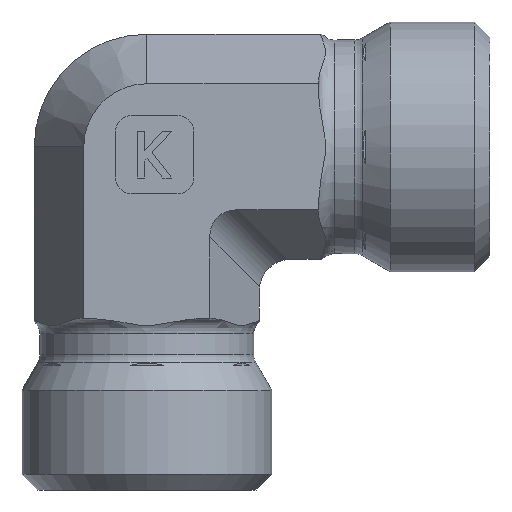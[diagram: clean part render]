
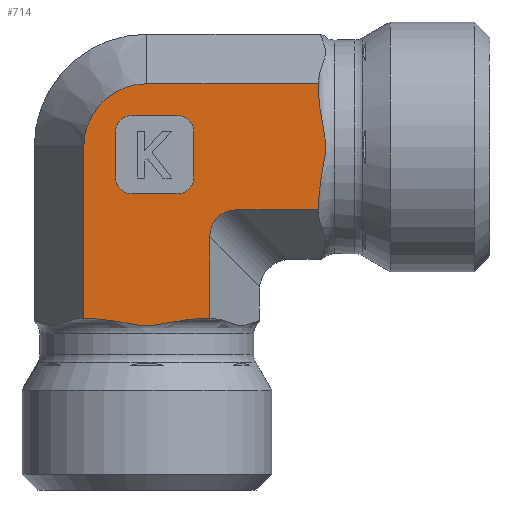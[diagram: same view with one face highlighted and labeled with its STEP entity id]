
A CAD part, left-side view. The second image highlights one B-rep face of the part: STEP entity #714.
In plain terms, the highlighted planar face has unit normal (-1, 0, 0).
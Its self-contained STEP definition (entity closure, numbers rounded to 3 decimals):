
#73=CARTESIAN_POINT('',(-26.485,13.097,3.));
#74=VERTEX_POINT('',#73);
#75=CARTESIAN_POINT('',(-26.485,5.991,3.));
#76=VERTEX_POINT('',#75);
#77=CARTESIAN_POINT('',(-26.485,13.097,3.));
#78=CARTESIAN_POINT('',(-26.485,12.698,3.));
#79=CARTESIAN_POINT('',(-26.485,12.222,2.942));
#80=CARTESIAN_POINT('',(-26.485,11.113,2.75));
#81=CARTESIAN_POINT('',(-26.485,10.27,2.527));
#82=CARTESIAN_POINT('',(-26.485,8.817,2.527));
#83=CARTESIAN_POINT('',(-26.485,7.975,2.75));
#84=CARTESIAN_POINT('',(-26.485,6.865,2.942));
#85=CARTESIAN_POINT('',(-26.485,6.39,3.));
#86=CARTESIAN_POINT('',(-26.485,5.991,3.));
#87=B_SPLINE_CURVE_WITH_KNOTS('',3,(#77,#78,#79,#80,#81,#82,#83,#84,#85,#86),.UNSPECIFIED.,.F.,.U.,(4,2,2,2,4),(0.777,0.897,1.115,1.333,1.452),.UNSPECIFIED.);
#88=EDGE_CURVE('',#74,#76,#87,.T.);
#541=CARTESIAN_POINT('',(-26.485,5.502,0.0));
#542=DIRECTION('',(-1.0,0.0,0.0));
#543=DIRECTION('',(0.0,0.0,1.0));
#544=AXIS2_PLACEMENT_3D('',#541,#542,#543);
#545=PLANE('',#544);
#546=CARTESIAN_POINT('',(-26.485,13.585,3.0));
#547=VERTEX_POINT('',#546);
#548=CARTESIAN_POINT('',(-26.485,13.585,3.));
#549=DIRECTION('',(0.0,-1.0,0.0));
#550=VECTOR('',#549,0.489);
#551=LINE('',#548,#550);
#552=EDGE_CURVE('',#547,#74,#551,.T.);
#553=ORIENTED_EDGE('',*,*,#552,.T.);
#554=ORIENTED_EDGE('',*,*,#88,.T.);
#555=CARTESIAN_POINT('',(-26.485,5.502,3.0));
#556=VERTEX_POINT('',#555);
#557=CARTESIAN_POINT('',(-26.485,5.991,3.));
#558=DIRECTION('',(0.0,-1.0,0.0));
#559=VECTOR('',#558,0.489);
#560=LINE('',#557,#559);
#561=EDGE_CURVE('',#76,#556,#560,.T.);
#562=ORIENTED_EDGE('',*,*,#561,.T.);
#563=CARTESIAN_POINT('',(-26.485,5.502,8.226));
#564=VERTEX_POINT('',#563);
#565=CARTESIAN_POINT('',(-26.485,5.502,3.0));
#566=DIRECTION('',(0.0,0.0,1.0));
#567=VECTOR('',#566,5.226);
#568=LINE('',#565,#567);
#569=EDGE_CURVE('',#556,#564,#568,.T.);
#570=ORIENTED_EDGE('',*,*,#569,.T.);
#571=CARTESIAN_POINT('',(-26.485,3.77,9.959));
#572=VERTEX_POINT('',#571);
#573=CARTESIAN_POINT('',(-26.485,3.193,7.649));
#574=DIRECTION('',(-1.0,0.0,0.0));
#575=DIRECTION('',(0.0,0.707,0.707));
#576=AXIS2_PLACEMENT_3D('',#573,#574,#575);
#577=ELLIPSE('',#576,2.582,2.0);
#578=EDGE_CURVE('',#572,#564,#577,.T.);
#579=ORIENTED_EDGE('',*,*,#578,.F.);
#580=CARTESIAN_POINT('',(-26.485,-1.456,9.959));
#581=VERTEX_POINT('',#580);
#582=CARTESIAN_POINT('',(-26.485,3.77,9.959));
#583=DIRECTION('',(0.0,-1.0,0.0));
#584=VECTOR('',#583,5.226);
#585=LINE('',#582,#584);
#586=EDGE_CURVE('',#572,#581,#585,.T.);
#587=ORIENTED_EDGE('',*,*,#586,.T.);
#588=CARTESIAN_POINT('',(-26.485,-1.456,10.447));
#589=VERTEX_POINT('',#588);
#590=CARTESIAN_POINT('',(-26.485,-1.456,9.959));
#591=DIRECTION('',(0.0,0.0,1.0));
#592=VECTOR('',#591,0.489);
#593=LINE('',#590,#592);
#594=EDGE_CURVE('',#581,#589,#593,.T.);
#595=ORIENTED_EDGE('',*,*,#594,.T.);
#596=CARTESIAN_POINT('',(-26.485,-1.456,17.553));
#597=VERTEX_POINT('',#596);
#598=CARTESIAN_POINT('',(-26.485,-1.456,10.447));
#599=CARTESIAN_POINT('',(-26.485,-1.456,10.846));
#600=CARTESIAN_POINT('',(-26.485,-1.514,11.322));
#601=CARTESIAN_POINT('',(-26.485,-1.706,12.431));
#602=CARTESIAN_POINT('',(-26.485,-1.929,13.273));
#603=CARTESIAN_POINT('',(-26.485,-1.929,14.727));
#604=CARTESIAN_POINT('',(-26.485,-1.706,15.569));
#605=CARTESIAN_POINT('',(-26.485,-1.514,16.678));
#606=CARTESIAN_POINT('',(-26.485,-1.456,17.154));
#607=CARTESIAN_POINT('',(-26.485,-1.456,17.553));
#608=B_SPLINE_CURVE_WITH_KNOTS('',3,(#598,#599,#600,#601,#602,#603,#604,#605,#606,#607),.UNSPECIFIED.,.F.,.U.,(4,2,2,2,4),(0.775,0.894,1.112,1.33,1.45),.UNSPECIFIED.);
#609=EDGE_CURVE('',#589,#597,#608,.T.);
#610=ORIENTED_EDGE('',*,*,#609,.T.);
#611=CARTESIAN_POINT('',(-26.485,-1.456,18.041));
#612=VERTEX_POINT('',#611);
#613=CARTESIAN_POINT('',(-26.485,-1.456,17.553));
#614=DIRECTION('',(0.0,0.0,1.0));
#615=VECTOR('',#614,0.489);
#616=LINE('',#613,#615);
#617=EDGE_CURVE('',#597,#612,#616,.T.);
#618=ORIENTED_EDGE('',*,*,#617,.T.);
#619=CARTESIAN_POINT('',(-26.485,9.544,18.041));
#620=VERTEX_POINT('',#619);
#621=CARTESIAN_POINT('',(-26.485,9.544,18.041));
#622=DIRECTION('',(0.0,-1.0,0.0));
#623=VECTOR('',#622,11.0);
#624=LINE('',#621,#623);
#625=EDGE_CURVE('',#620,#612,#624,.T.);
#626=ORIENTED_EDGE('',*,*,#625,.F.);
#627=CARTESIAN_POINT('',(-26.485,13.585,14.));
#628=VERTEX_POINT('',#627);
#629=CARTESIAN_POINT('',(-26.485,9.544,14.));
#630=DIRECTION('',(-1.0,0.0,0.0));
#631=DIRECTION('',(0.0,0.0,1.0));
#632=AXIS2_PLACEMENT_3D('',#629,#630,#631);
#633=CIRCLE('',#632,4.041);
#634=EDGE_CURVE('',#620,#628,#633,.T.);
#635=ORIENTED_EDGE('',*,*,#634,.T.);
#636=CARTESIAN_POINT('',(-26.485,13.585,3.0));
#637=DIRECTION('',(0.0,0.0,1.0));
#638=VECTOR('',#637,11.);
#639=LINE('',#636,#638);
#640=EDGE_CURVE('',#547,#628,#639,.T.);
#641=ORIENTED_EDGE('',*,*,#640,.F.);
#642=EDGE_LOOP('',(#553,#554,#562,#570,#579,#587,#595,#610,#618,#626,#635,#641));
#643=FACE_OUTER_BOUND('',#642,.T.);
#644=CARTESIAN_POINT('',(-26.485,7.544,11.));
#645=VERTEX_POINT('',#644);
#646=CARTESIAN_POINT('',(-26.485,10.544,11.));
#647=VERTEX_POINT('',#646);
#648=CARTESIAN_POINT('',(-26.485,7.544,11.));
#649=DIRECTION('',(0.0,1.0,0.0));
#650=VECTOR('',#649,3.);
#651=LINE('',#648,#650);
#652=EDGE_CURVE('',#645,#647,#651,.T.);
#653=ORIENTED_EDGE('',*,*,#652,.T.);
#654=CARTESIAN_POINT('',(-26.485,11.544,12.));
#655=VERTEX_POINT('',#654);
#656=CARTESIAN_POINT('',(-26.485,10.544,12.));
#657=DIRECTION('',(-1.0,0.0,0.0));
#658=DIRECTION('',(0.0,0.707,-0.707));
#659=AXIS2_PLACEMENT_3D('',#656,#657,#658);
#660=CIRCLE('',#659,1.0);
#661=EDGE_CURVE('',#655,#647,#660,.T.);
#662=ORIENTED_EDGE('',*,*,#661,.F.);
#663=CARTESIAN_POINT('',(-26.485,11.544,15.));
#664=VERTEX_POINT('',#663);
#665=CARTESIAN_POINT('',(-26.485,11.544,12.));
#666=DIRECTION('',(0.0,0.0,1.0));
#667=VECTOR('',#666,3.0);
#668=LINE('',#665,#667);
#669=EDGE_CURVE('',#655,#664,#668,.T.);
#670=ORIENTED_EDGE('',*,*,#669,.T.);
#671=CARTESIAN_POINT('',(-26.485,10.544,16.));
#672=VERTEX_POINT('',#671);
#673=CARTESIAN_POINT('',(-26.485,10.544,15.));
#674=DIRECTION('',(-1.0,0.0,0.0));
#675=DIRECTION('',(0.0,0.707,0.707));
#676=AXIS2_PLACEMENT_3D('',#673,#674,#675);
#677=CIRCLE('',#676,1.0);
#678=EDGE_CURVE('',#672,#664,#677,.T.);
#679=ORIENTED_EDGE('',*,*,#678,.F.);
#680=CARTESIAN_POINT('',(-26.485,7.544,16.));
#681=VERTEX_POINT('',#680);
#682=CARTESIAN_POINT('',(-26.485,10.544,16.));
#683=DIRECTION('',(0.0,-1.0,0.0));
#684=VECTOR('',#683,3.0);
#685=LINE('',#682,#684);
#686=EDGE_CURVE('',#672,#681,#685,.T.);
#687=ORIENTED_EDGE('',*,*,#686,.T.);
#688=CARTESIAN_POINT('',(-26.485,6.544,15.));
#689=VERTEX_POINT('',#688);
#690=CARTESIAN_POINT('',(-26.485,7.544,15.));
#691=DIRECTION('',(-1.0,0.0,0.0));
#692=DIRECTION('',(0.0,-0.707,0.707));
#693=AXIS2_PLACEMENT_3D('',#690,#691,#692);
#694=CIRCLE('',#693,1.0);
#695=EDGE_CURVE('',#689,#681,#694,.T.);
#696=ORIENTED_EDGE('',*,*,#695,.F.);
#697=CARTESIAN_POINT('',(-26.485,6.544,12.));
#698=VERTEX_POINT('',#697);
#699=CARTESIAN_POINT('',(-26.485,6.544,15.));
#700=DIRECTION('',(0.0,0.0,-1.0));
#701=VECTOR('',#700,3.0);
#702=LINE('',#699,#701);
#703=EDGE_CURVE('',#689,#698,#702,.T.);
#704=ORIENTED_EDGE('',*,*,#703,.T.);
#705=CARTESIAN_POINT('',(-26.485,7.544,12.));
#706=DIRECTION('',(-1.0,0.0,0.0));
#707=DIRECTION('',(0.0,-0.707,-0.707));
#708=AXIS2_PLACEMENT_3D('',#705,#706,#707);
#709=CIRCLE('',#708,1.0);
#710=EDGE_CURVE('',#645,#698,#709,.T.);
#711=ORIENTED_EDGE('',*,*,#710,.F.);
#712=EDGE_LOOP('',(#653,#662,#670,#679,#687,#696,#704,#711));
#713=FACE_BOUND('',#712,.T.);
#714=ADVANCED_FACE('',(#643,#713),#545,.T.);
